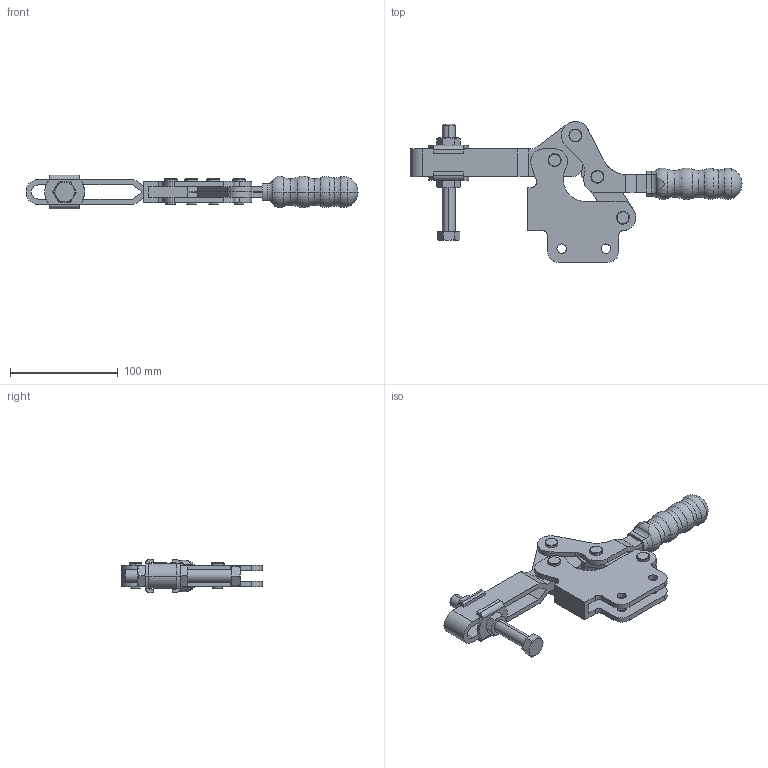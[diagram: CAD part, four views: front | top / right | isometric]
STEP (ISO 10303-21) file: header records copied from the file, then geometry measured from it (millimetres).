
FILE_DESCRIPTION (( 'STEP AP214' ), '1' );
FILE_NAME ('GH-24501-B(Â²¤Æ)-1.STEP', '2020-07-13T03:43:58', ( 'LinWei' ), ( '' ), 'SwSTEP 2.0', 'SolidWorks 2016', '' );
FILE_SCHEMA (( 'AUTOMOTIVE_DESIGN' ));
Length unit declared in the file: millimetre
Products named in the file (6): Group4^GH-24501-B(簡化); 124502B08-1^GH-24501-B(簡化)-1; Group5^GH-24501-B(簡化)-1; Group2^GH-24501-B(簡化)-1; Group1^GH-24501-B(簡化)-1; GH-24501-B(簡化)-1
Assembly tree (5 placements, depth 2):
  GH-24501-B(簡化)-1
    Group1^GH-24501-B(簡化)-1
    Group2^GH-24501-B(簡化)-1
    Group5^GH-24501-B(簡化)-1
    124502B08-1^GH-24501-B(簡化)-1
    Group4^GH-24501-B(簡化)
Bounding box: 308.7 x 131.03 x 31.4 mm (x, y, z)
Volume: 201447.7 mm3; surface area: 90753.7 mm2
Topology: 4 solids, 7 shells, 350 faces, 875 edges, 554 vertices
Faces by surface type: cylinder 141, plane 130, cone 54, torus 23, sphere 2
Entity records: 12007 total; most frequent: CARTESIAN_POINT 2354, DIRECTION 1857, ORIENTED_EDGE 1750, EDGE_CURVE 875, AXIS2_PLACEMENT_3D 721, VERTEX_POINT 554, LINE 415, VECTOR 415
